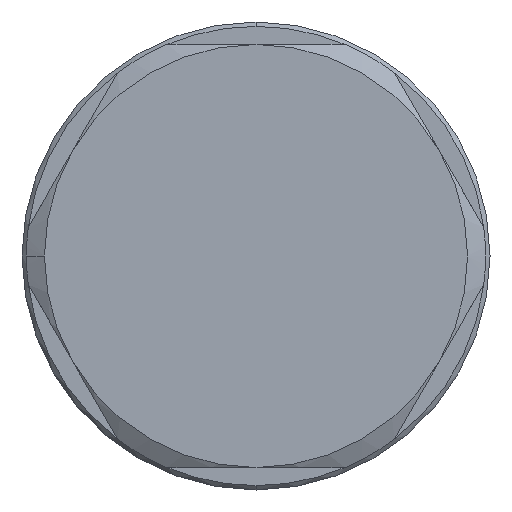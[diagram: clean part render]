
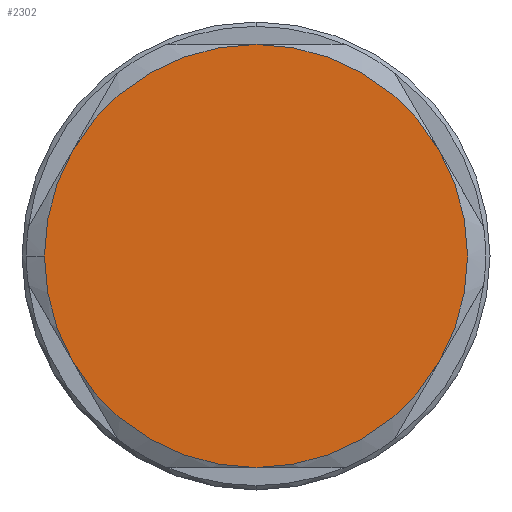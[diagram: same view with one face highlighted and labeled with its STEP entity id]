
A CAD part, left-side view. The second image highlights one B-rep face of the part: STEP entity #2302.
In plain terms, the highlighted planar face has unit normal (-1, 0, 0).
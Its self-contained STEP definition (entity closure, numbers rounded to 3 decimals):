
#163 = AXIS2_PLACEMENT_3D ( 'NONE', #8000, #3056, #7366 ) ;
#167 = CIRCLE ( 'NONE', #7149, 14.285 ) ;
#341 = DIRECTION ( 'NONE',  ( 0., -1., 0. ) ) ;
#436 = EDGE_CURVE ( 'NONE', #2588, #3497, #4194, .T. ) ;
#467 = CIRCLE ( 'NONE', #3677, 14.285 ) ;
#561 = CARTESIAN_POINT ( 'NONE',  ( 0., 0., 14.285 ) ) ;
#615 = CARTESIAN_POINT ( 'NONE',  ( 0., 12.371, -7.143 ) ) ;
#965 = CARTESIAN_POINT ( 'NONE',  ( 0., 14.285, 0. ) ) ;
#1222 = DIRECTION ( 'NONE',  ( 1., 0., 0. ) ) ;
#1324 = AXIS2_PLACEMENT_3D ( 'NONE', #4283, #4895, #7904 ) ;
#1471 = VERTEX_POINT ( 'NONE', #615 ) ;
#1820 = EDGE_CURVE ( 'NONE', #6527, #1471, #7817, .T. ) ;
#1864 = DIRECTION ( 'NONE',  ( 0., 1., 0. ) ) ;
#1908 = DIRECTION ( 'NONE',  ( 1., 0., 0. ) ) ;
#2302 = ADVANCED_FACE ( 'NONE', ( #4075 ), #5290, .T. ) ;
#2434 = DIRECTION ( 'NONE',  ( 0., 1., 0. ) ) ;
#2488 = CARTESIAN_POINT ( 'NONE',  ( 0., 0., 0. ) ) ;
#2588 = VERTEX_POINT ( 'NONE', #5924 ) ;
#2600 = ORIENTED_EDGE ( 'NONE', *, *, #5213, .F. ) ;
#2784 = ORIENTED_EDGE ( 'NONE', *, *, #6557, .F. ) ;
#2824 = EDGE_LOOP ( 'NONE', ( #5952, #3639, #2883, #2784, #6501, #2600, #5138 ) ) ;
#2883 = ORIENTED_EDGE ( 'NONE', *, *, #3753, .F. ) ;
#3029 = DIRECTION ( 'NONE',  ( 0., 1., 0. ) ) ;
#3052 = VERTEX_POINT ( 'NONE', #965 ) ;
#3056 = DIRECTION ( 'NONE',  ( 1., 0., 0. ) ) ;
#3062 = DIRECTION ( 'NONE',  ( 1., 0., 0. ) ) ;
#3109 = VERTEX_POINT ( 'NONE', #6415 ) ;
#3288 = AXIS2_PLACEMENT_3D ( 'NONE', #7120, #7763, #341 ) ;
#3349 = DIRECTION ( 'NONE',  ( 0., 1., 0. ) ) ;
#3467 = CARTESIAN_POINT ( 'NONE',  ( 0., -12.371, -7.142 ) ) ;
#3497 = VERTEX_POINT ( 'NONE', #3467 ) ;
#3639 = ORIENTED_EDGE ( 'NONE', *, *, #436, .F. ) ;
#3677 = AXIS2_PLACEMENT_3D ( 'NONE', #2488, #1222, #2434 ) ;
#3753 = EDGE_CURVE ( 'NONE', #7574, #2588, #467, .T. ) ;
#4075 = FACE_OUTER_BOUND ( 'NONE', #2824, .T. ) ;
#4135 = DIRECTION ( 'NONE',  ( 1., 0., 0. ) ) ;
#4194 = CIRCLE ( 'NONE', #1324, 14.285 ) ;
#4283 = CARTESIAN_POINT ( 'NONE',  ( 0., 0., 0. ) ) ;
#4369 = DIRECTION ( 'NONE',  ( 0., 1., 0. ) ) ;
#4375 = EDGE_CURVE ( 'NONE', #3497, #6527, #167, .T. ) ;
#4805 = CARTESIAN_POINT ( 'NONE',  ( 0., 0., 0. ) ) ;
#4895 = DIRECTION ( 'NONE',  ( 1., 0., 0. ) ) ;
#5027 = CARTESIAN_POINT ( 'NONE',  ( 0., 0., 0. ) ) ;
#5138 = ORIENTED_EDGE ( 'NONE', *, *, #1820, .F. ) ;
#5193 = EDGE_CURVE ( 'NONE', #3052, #3109, #5390, .T. ) ;
#5213 = EDGE_CURVE ( 'NONE', #1471, #3052, #7686, .T. ) ;
#5290 = PLANE ( 'NONE',  #3288 ) ;
#5390 = CIRCLE ( 'NONE', #7766, 14.285 ) ;
#5924 = CARTESIAN_POINT ( 'NONE',  ( 0., -12.371, 7.143 ) ) ;
#5952 = ORIENTED_EDGE ( 'NONE', *, *, #4375, .F. ) ;
#6032 = CARTESIAN_POINT ( 'NONE',  ( 0., 0., -14.285 ) ) ;
#6238 = AXIS2_PLACEMENT_3D ( 'NONE', #6718, #3062, #1864 ) ;
#6415 = CARTESIAN_POINT ( 'NONE',  ( 0., 12.371, 7.143 ) ) ;
#6501 = ORIENTED_EDGE ( 'NONE', *, *, #5193, .F. ) ;
#6527 = VERTEX_POINT ( 'NONE', #6032 ) ;
#6548 = AXIS2_PLACEMENT_3D ( 'NONE', #4805, #4135, #3029 ) ;
#6557 = EDGE_CURVE ( 'NONE', #3109, #7574, #7364, .T. ) ;
#6718 = CARTESIAN_POINT ( 'NONE',  ( 0., 0., 0. ) ) ;
#7120 = CARTESIAN_POINT ( 'NONE',  ( 0., 0., 0. ) ) ;
#7149 = AXIS2_PLACEMENT_3D ( 'NONE', #5027, #7396, #3349 ) ;
#7364 = CIRCLE ( 'NONE', #6548, 14.285 ) ;
#7366 = DIRECTION ( 'NONE',  ( 0., 1., 0. ) ) ;
#7396 = DIRECTION ( 'NONE',  ( 1., 0., 0. ) ) ;
#7463 = CARTESIAN_POINT ( 'NONE',  ( 0., 0., 0. ) ) ;
#7574 = VERTEX_POINT ( 'NONE', #561 ) ;
#7686 = CIRCLE ( 'NONE', #163, 14.285 ) ;
#7763 = DIRECTION ( 'NONE',  ( -1., 0., 0. ) ) ;
#7766 = AXIS2_PLACEMENT_3D ( 'NONE', #7463, #1908, #4369 ) ;
#7817 = CIRCLE ( 'NONE', #6238, 14.285 ) ;
#7904 = DIRECTION ( 'NONE',  ( 0., 1., 0. ) ) ;
#8000 = CARTESIAN_POINT ( 'NONE',  ( 0., 0., 0. ) ) ;
